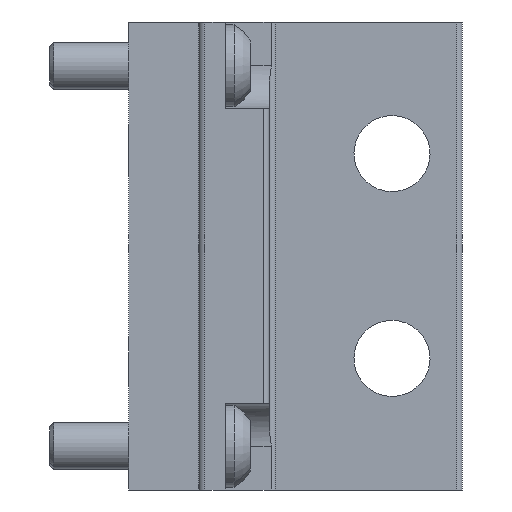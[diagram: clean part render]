
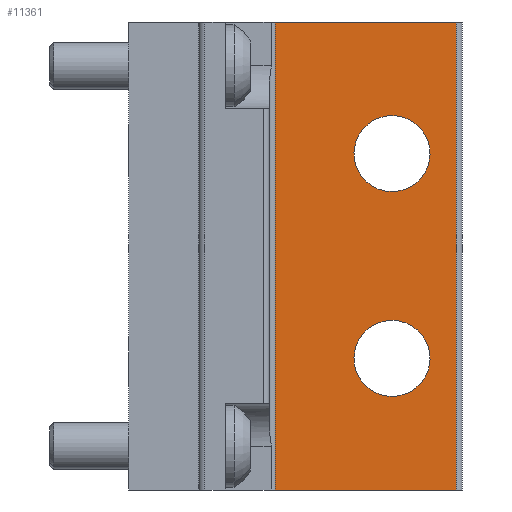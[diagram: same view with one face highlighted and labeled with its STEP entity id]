
A CAD part, left-side view. The second image highlights one B-rep face of the part: STEP entity #11361.
In plain terms, the highlighted planar face has unit normal (-1, 0, 0).
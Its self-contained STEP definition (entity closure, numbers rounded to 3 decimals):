
#10861=AXIS2_PLACEMENT_3D('Circle Axis2P3D',#10859,#10860,$) ;
#10885=AXIS2_PLACEMENT_3D('Circle Axis2P3D',#10883,#10884,$) ;
#10913=AXIS2_PLACEMENT_3D('Circle Axis2P3D',#10911,#10912,$) ;
#10937=AXIS2_PLACEMENT_3D('Circle Axis2P3D',#10935,#10936,$) ;
#11333=AXIS2_PLACEMENT_3D('Plane Axis2P3D',#11330,#11331,#11332) ;
#9964=CARTESIAN_POINT('Vertex',(-343.,-46.,165.)) ;
#9967=CARTESIAN_POINT('Line Origine',(-343.,-30.5,165.)) ;
#9971=CARTESIAN_POINT('Vertex',(-343.,-15.,165.)) ;
#10219=CARTESIAN_POINT('Line Origine',(-343.,-15.,205.)) ;
#10223=CARTESIAN_POINT('Vertex',(-343.,-15.,245.)) ;
#10856=CARTESIAN_POINT('Vertex',(-343.,-40.704,225.616)) ;
#10859=CARTESIAN_POINT('Axis2P3D Location',(-343.,-35.,222.5)) ;
#10863=CARTESIAN_POINT('Vertex',(-343.,-29.296,219.384)) ;
#10883=CARTESIAN_POINT('Axis2P3D Location',(-343.,-35.,222.5)) ;
#10908=CARTESIAN_POINT('Vertex',(-343.,-40.704,190.616)) ;
#10911=CARTESIAN_POINT('Axis2P3D Location',(-343.,-35.,187.5)) ;
#10915=CARTESIAN_POINT('Vertex',(-343.,-29.296,184.384)) ;
#10935=CARTESIAN_POINT('Axis2P3D Location',(-343.,-35.,187.5)) ;
#11330=CARTESIAN_POINT('Axis2P3D Location',(-343.,-14.,205.)) ;
#11335=CARTESIAN_POINT('Line Origine',(-343.,-46.,205.)) ;
#11339=CARTESIAN_POINT('Vertex',(-343.,-46.,245.)) ;
#11342=CARTESIAN_POINT('Line Origine',(-343.,-30.5,245.)) ;
#9968=DIRECTION('Vector Direction',(0.,-1.,0.)) ;
#10220=DIRECTION('Vector Direction',(0.,0.,1.)) ;
#10860=DIRECTION('Axis2P3D Direction',(-1.,0.,0.)) ;
#10884=DIRECTION('Axis2P3D Direction',(-1.,0.,0.)) ;
#10912=DIRECTION('Axis2P3D Direction',(-1.,0.,0.)) ;
#10936=DIRECTION('Axis2P3D Direction',(-1.,0.,0.)) ;
#11331=DIRECTION('Axis2P3D Direction',(-1.,0.,0.)) ;
#11332=DIRECTION('Axis2P3D XDirection',(0.,-1.,0.)) ;
#11336=DIRECTION('Vector Direction',(0.,0.,1.)) ;
#11343=DIRECTION('Vector Direction',(0.,-1.,0.)) ;
#9969=VECTOR('Line Direction',#9968,1.) ;
#10221=VECTOR('Line Direction',#10220,1.) ;
#11337=VECTOR('Line Direction',#11336,1.) ;
#11344=VECTOR('Line Direction',#11343,1.) ;
#11348=ORIENTED_EDGE('',*,*,#11341,.T.) ;
#11349=ORIENTED_EDGE('',*,*,#11346,.F.) ;
#11350=ORIENTED_EDGE('',*,*,#10225,.T.) ;
#11351=ORIENTED_EDGE('',*,*,#9973,.T.) ;
#11354=ORIENTED_EDGE('',*,*,#10939,.F.) ;
#11355=ORIENTED_EDGE('',*,*,#10917,.F.) ;
#11358=ORIENTED_EDGE('',*,*,#10887,.F.) ;
#11359=ORIENTED_EDGE('',*,*,#10865,.F.) ;
#11356=FACE_BOUND('',#11353,.T.) ;
#11360=FACE_BOUND('',#11357,.T.) ;
#11361=ADVANCED_FACE('RB0349001_1PA_001_04_N2_4000_FP_TERMINAL_SHORT.3\\PartBody',(#11352,#11356,#11360),#11334,.T.) ;
#10862=CIRCLE('generated circle',#10861,6.5) ;
#10886=CIRCLE('generated circle',#10885,6.5) ;
#10914=CIRCLE('generated circle',#10913,6.5) ;
#10938=CIRCLE('generated circle',#10937,6.5) ;
#9973=EDGE_CURVE('',#9972,#9965,#9970,.T.) ;
#10225=EDGE_CURVE('',#10224,#9972,#10222,.F.) ;
#10865=EDGE_CURVE('',#10857,#10864,#10862,.T.) ;
#10887=EDGE_CURVE('',#10864,#10857,#10886,.T.) ;
#10917=EDGE_CURVE('',#10909,#10916,#10914,.T.) ;
#10939=EDGE_CURVE('',#10916,#10909,#10938,.T.) ;
#11341=EDGE_CURVE('',#9965,#11340,#11338,.T.) ;
#11346=EDGE_CURVE('',#10224,#11340,#11345,.T.) ;
#11347=EDGE_LOOP('',(#11348,#11349,#11350,#11351)) ;
#11353=EDGE_LOOP('',(#11354,#11355)) ;
#11357=EDGE_LOOP('',(#11358,#11359)) ;
#11352=FACE_OUTER_BOUND('',#11347,.T.) ;
#9970=LINE('Line',#9967,#9969) ;
#10222=LINE('Line',#10219,#10221) ;
#11338=LINE('Line',#11335,#11337) ;
#11345=LINE('Line',#11342,#11344) ;
#11334=PLANE('',#11333) ;
#9965=VERTEX_POINT('',#9964) ;
#9972=VERTEX_POINT('',#9971) ;
#10224=VERTEX_POINT('',#10223) ;
#10857=VERTEX_POINT('',#10856) ;
#10864=VERTEX_POINT('',#10863) ;
#10909=VERTEX_POINT('',#10908) ;
#10916=VERTEX_POINT('',#10915) ;
#11340=VERTEX_POINT('',#11339) ;
